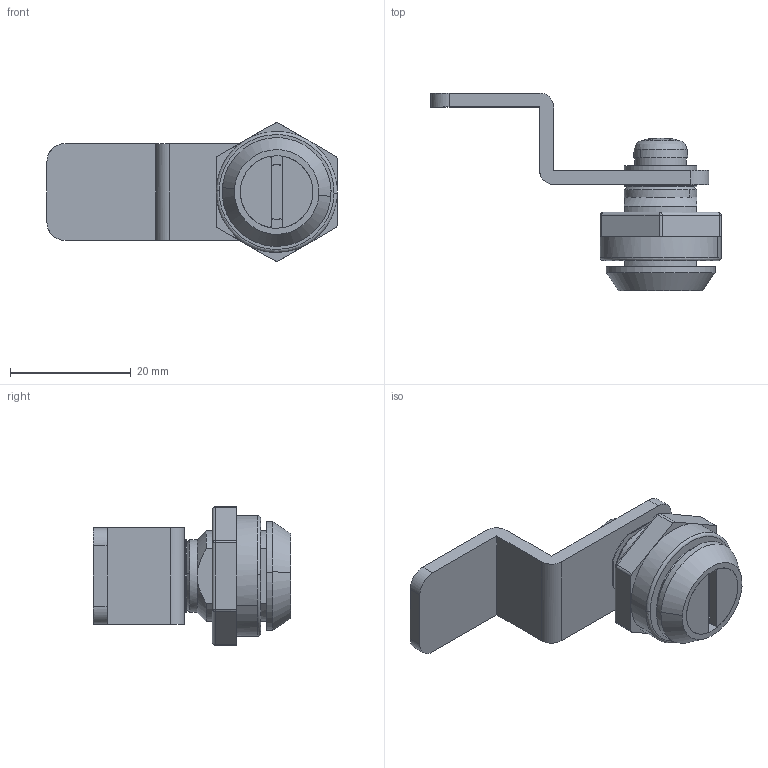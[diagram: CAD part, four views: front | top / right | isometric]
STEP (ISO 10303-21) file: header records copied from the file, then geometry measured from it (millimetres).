
FILE_DESCRIPTION((''),'2;1');
FILE_NAME('','2005-07-15T15:59:02',(''),(''),'','CADfix','');
FILE_SCHEMA(('AUTOMOTIVE_DESIGN'));
Length unit declared in the file: millimetre
Products named in the file (7): shaft; screw; retainer; nut; cam; body; TL_265_2_2220_36
Assembly tree (6 placements, depth 2):
  TL_265_2_2220_36
    shaft
    screw
    retainer
    nut
    cam
    body
Bounding box: 48 x 32.7 x 22.94 mm (x, y, z)
Volume: 6061 mm3; surface area: 6456 mm2
Topology: 6 solids, 6 shells, 177 faces, 496 edges, 339 vertices
Faces by surface type: bspline 177
Entity records: 6233 total; most frequent: CARTESIAN_POINT 3291, ORIENTED_EDGE 992, EDGE_CURVE 496, VERTEX_POINT 339, QUASI_UNIFORM_CURVE 241, EDGE_LOOP 195, FACE_OUTER_BOUND 177, ADVANCED_FACE 177
